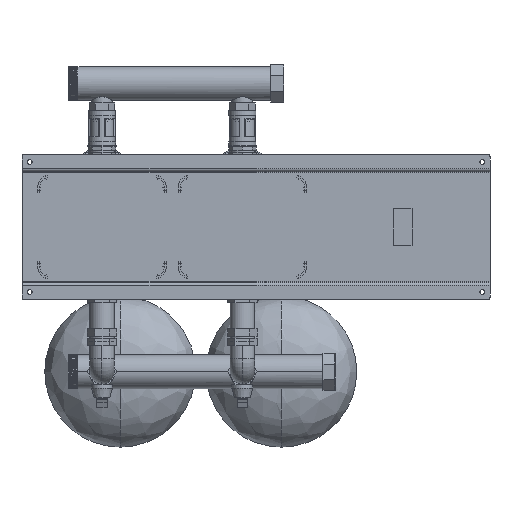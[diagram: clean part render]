
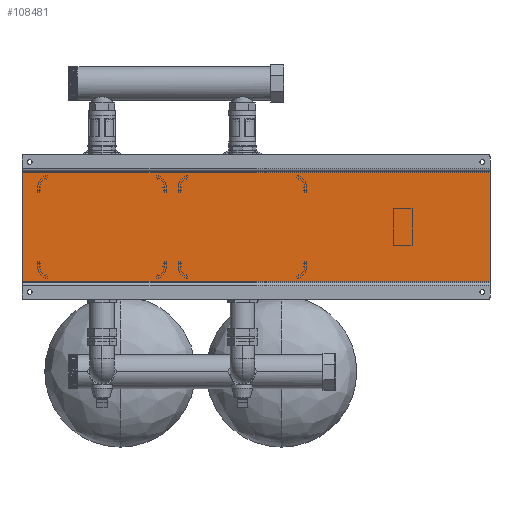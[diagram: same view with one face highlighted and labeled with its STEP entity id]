
A CAD part, front view. The second image highlights one B-rep face of the part: STEP entity #108481.
In plain terms, the highlighted planar face has unit normal (0, -1, 0).
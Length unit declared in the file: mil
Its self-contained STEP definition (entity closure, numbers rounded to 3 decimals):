
#4981 = VECTOR ( 'NONE', #143416, 39370.079 ) ;
#17962 = CARTESIAN_POINT ( 'NONE',  ( 17716.535, 2007.874, 4133.858 ) ) ;
#20648 = LINE ( 'NONE', #145698, #56155 ) ;
#32932 = CARTESIAN_POINT ( 'NONE',  ( 17716.535, 2007.874, -4133.858 ) ) ;
#34979 = CARTESIAN_POINT ( 'NONE',  ( 17716.535, 2007.874, -4133.858 ) ) ;
#35966 = EDGE_CURVE ( 'NONE', #76416, #110908, #136712, .T. ) ;
#37557 = LINE ( 'NONE', #38288, #42199 ) ;
#38188 = CARTESIAN_POINT ( 'NONE',  ( -17716.535, 2007.874, -4133.858 ) ) ;
#38288 = CARTESIAN_POINT ( 'NONE',  ( -17716.535, 2007.874, -4133.858 ) ) ;
#42199 = VECTOR ( 'NONE', #118575, 39370.079 ) ;
#47393 = EDGE_CURVE ( 'NONE', #71550, #98048, #108572, .T. ) ;
#55690 = ORIENTED_EDGE ( 'NONE', *, *, #132073, .F. ) ;
#56155 = VECTOR ( 'NONE', #65359, 39370.079 ) ;
#57330 = ORIENTED_EDGE ( 'NONE', *, *, #47393, .T. ) ;
#63741 = CARTESIAN_POINT ( 'NONE',  ( -17716.535, 2007.874, 4133.858 ) ) ;
#65359 = DIRECTION ( 'NONE',  ( 0., 0., -1. ) ) ;
#67547 = PLANE ( 'NONE',  #68248 ) ;
#68248 = AXIS2_PLACEMENT_3D ( 'NONE', #34979, #78895, #135758 ) ;
#68604 = EDGE_LOOP ( 'NONE', ( #108751, #112883, #55690, #57330 ) ) ;
#71550 = VERTEX_POINT ( 'NONE', #17962 ) ;
#74438 = CARTESIAN_POINT ( 'NONE',  ( 17716.535, 2007.874, 4133.858 ) ) ;
#76416 = VERTEX_POINT ( 'NONE', #83596 ) ;
#77913 = VECTOR ( 'NONE', #79094, 39370.079 ) ;
#78895 = DIRECTION ( 'NONE',  ( 0., 1., 0. ) ) ;
#79094 = DIRECTION ( 'NONE',  ( -1., 0., 0. ) ) ;
#83596 = CARTESIAN_POINT ( 'NONE',  ( 17716.535, 2007.874, -4133.858 ) ) ;
#98048 = VERTEX_POINT ( 'NONE', #63741 ) ;
#101657 = FACE_OUTER_BOUND ( 'NONE', #68604, .T. ) ;
#108481 = ADVANCED_FACE ( 'NONE', ( #101657 ), #67547, .F. ) ;
#108572 = LINE ( 'NONE', #74438, #4981 ) ;
#108751 = ORIENTED_EDGE ( 'NONE', *, *, #115019, .T. ) ;
#110908 = VERTEX_POINT ( 'NONE', #38188 ) ;
#112883 = ORIENTED_EDGE ( 'NONE', *, *, #35966, .F. ) ;
#115019 = EDGE_CURVE ( 'NONE', #98048, #110908, #37557, .T. ) ;
#118575 = DIRECTION ( 'NONE',  ( 0., 0., -1. ) ) ;
#132073 = EDGE_CURVE ( 'NONE', #71550, #76416, #20648, .T. ) ;
#135758 = DIRECTION ( 'NONE',  ( 1., 0., 0. ) ) ;
#136712 = LINE ( 'NONE', #32932, #77913 ) ;
#143416 = DIRECTION ( 'NONE',  ( -1., 0., 0. ) ) ;
#145698 = CARTESIAN_POINT ( 'NONE',  ( 17716.535, 2007.874, 4133.858 ) ) ;
